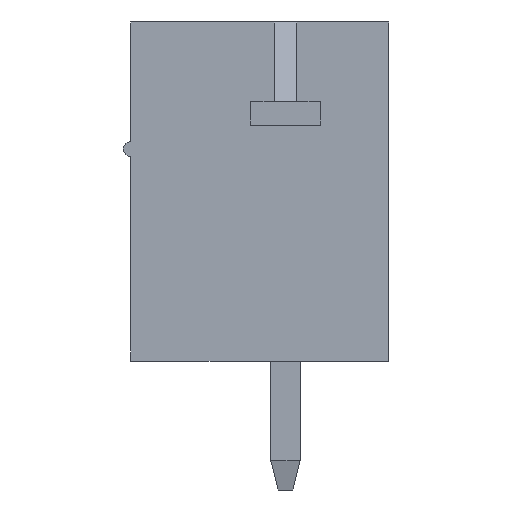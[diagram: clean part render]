
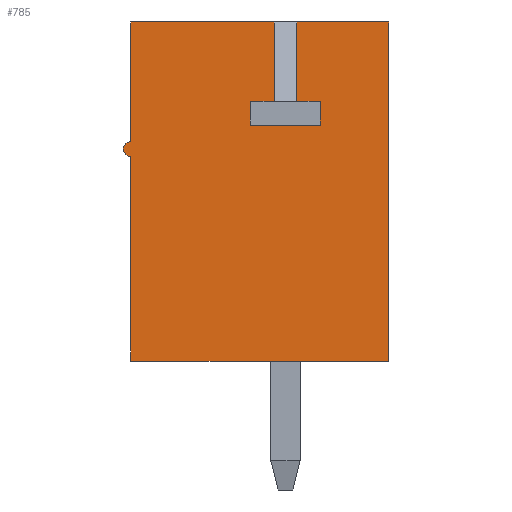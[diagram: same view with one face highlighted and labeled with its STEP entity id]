
A CAD part, left-side view. The second image highlights one B-rep face of the part: STEP entity #785.
In plain terms, the highlighted planar face has unit normal (-1, 0, 0).
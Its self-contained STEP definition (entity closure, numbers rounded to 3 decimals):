
#785 = ADVANCED_FACE( '', ( #1766 ), #1767, .F. );
#1766 = FACE_OUTER_BOUND( '', #2990, .T. );
#1767 = PLANE( '', #2991 );
#2990 = EDGE_LOOP( '', ( #5007, #5008, #5009, #5010, #5011, #5012, #5013, #5014, #5015, #5016, #5017, #5018, #5019, #5020 ) );
#2991 = AXIS2_PLACEMENT_3D( '', #5021, #5022, #5023 );
#5007 = ORIENTED_EDGE( '', *, *, #8110, .T. );
#5008 = ORIENTED_EDGE( '', *, *, #8266, .T. );
#5009 = ORIENTED_EDGE( '', *, *, #8267, .F. );
#5010 = ORIENTED_EDGE( '', *, *, #8268, .T. );
#5011 = ORIENTED_EDGE( '', *, *, #8269, .T. );
#5012 = ORIENTED_EDGE( '', *, *, #8270, .T. );
#5013 = ORIENTED_EDGE( '', *, *, #8271, .F. );
#5014 = ORIENTED_EDGE( '', *, *, #7945, .F. );
#5015 = ORIENTED_EDGE( '', *, *, #8272, .F. );
#5016 = ORIENTED_EDGE( '', *, *, #8273, .T. );
#5017 = ORIENTED_EDGE( '', *, *, #8274, .T. );
#5018 = ORIENTED_EDGE( '', *, *, #8275, .T. );
#5019 = ORIENTED_EDGE( '', *, *, #8276, .T. );
#5020 = ORIENTED_EDGE( '', *, *, #8277, .T. );
#5021 = CARTESIAN_POINT( '', ( -14.55, 0., 0. ) );
#5022 = DIRECTION( '', ( 1., 0., 0. ) );
#5023 = DIRECTION( '', ( 0., 0., -1. ) );
#7945 = EDGE_CURVE( '', #9743, #9745, #9746, .T. );
#8110 = EDGE_CURVE( '', #10019, #10020, #10021, .T. );
#8266 = EDGE_CURVE( '', #10020, #10263, #10264, .T. );
#8267 = EDGE_CURVE( '', #10265, #10263, #10266, .T. );
#8268 = EDGE_CURVE( '', #10265, #10267, #10268, .T. );
#8269 = EDGE_CURVE( '', #10267, #10269, #10270, .F. );
#8270 = EDGE_CURVE( '', #10269, #10271, #10272, .T. );
#8271 = EDGE_CURVE( '', #9745, #10271, #10273, .T. );
#8272 = EDGE_CURVE( '', #10274, #9743, #10275, .T. );
#8273 = EDGE_CURVE( '', #10274, #10276, #10277, .T. );
#8274 = EDGE_CURVE( '', #10276, #10278, #10279, .T. );
#8275 = EDGE_CURVE( '', #10278, #10280, #10281, .T. );
#8276 = EDGE_CURVE( '', #10280, #10282, #10283, .T. );
#8277 = EDGE_CURVE( '', #10282, #10019, #10284, .T. );
#9743 = VERTEX_POINT( '', #12279 );
#9745 = VERTEX_POINT( '', #12282 );
#9746 = LINE( '', #12283, #12284 );
#10019 = VERTEX_POINT( '', #12677 );
#10020 = VERTEX_POINT( '', #12678 );
#10021 = LINE( '', #12679, #12680 );
#10263 = VERTEX_POINT( '', #13037 );
#10264 = LINE( '', #13038, #13039 );
#10265 = VERTEX_POINT( '', #13040 );
#10266 = LINE( '', #13041, #13042 );
#10267 = VERTEX_POINT( '', #13043 );
#10268 = LINE( '', #13044, #13045 );
#10269 = VERTEX_POINT( '', #13046 );
#10270 = CIRCLE( '', #13047, 0.2 );
#10271 = VERTEX_POINT( '', #13048 );
#10272 = LINE( '', #13049, #13050 );
#10273 = LINE( '', #13051, #13052 );
#10274 = VERTEX_POINT( '', #13053 );
#10275 = LINE( '', #13054, #13055 );
#10276 = VERTEX_POINT( '', #13056 );
#10277 = LINE( '', #13057, #13058 );
#10278 = VERTEX_POINT( '', #13059 );
#10279 = LINE( '', #13060, #13061 );
#10280 = VERTEX_POINT( '', #13062 );
#10281 = LINE( '', #13063, #13064 );
#10282 = VERTEX_POINT( '', #13065 );
#10283 = LINE( '', #13066, #13067 );
#10284 = LINE( '', #13068, #13069 );
#12279 = CARTESIAN_POINT( '', ( -14.55, -3.6, 4.6 ) );
#12282 = CARTESIAN_POINT( '', ( -14.55, -3.6, -4.6 ) );
#12283 = CARTESIAN_POINT( '', ( -14.55, -3.6, 4.6 ) );
#12284 = VECTOR( '', #14867, 1000. );
#12677 = CARTESIAN_POINT( '', ( -14.55, 0.15, 2.45 ) );
#12678 = CARTESIAN_POINT( '', ( -14.55, -0.5, 2.45 ) );
#12679 = CARTESIAN_POINT( '', ( -14.55, 0.15, 2.45 ) );
#12680 = VECTOR( '', #15015, 1000. );
#13037 = CARTESIAN_POINT( '', ( -14.55, -0.5, 4.6 ) );
#13038 = CARTESIAN_POINT( '', ( -14.55, -0.5, 2.45 ) );
#13039 = VECTOR( '', #15152, 1000. );
#13040 = CARTESIAN_POINT( '', ( -14.55, 3.4, 4.6 ) );
#13041 = CARTESIAN_POINT( '', ( -14.55, 3.6, 4.6 ) );
#13042 = VECTOR( '', #15153, 1000. );
#13043 = CARTESIAN_POINT( '', ( -14.55, 3.4, 1.35 ) );
#13044 = CARTESIAN_POINT( '', ( -14.55, 3.4, 0. ) );
#13045 = VECTOR( '', #15154, 1000. );
#13046 = CARTESIAN_POINT( '', ( -14.55, 3.4, 0.95 ) );
#13047 = AXIS2_PLACEMENT_3D( '', #15155, #15156, #15157 );
#13048 = CARTESIAN_POINT( '', ( -14.55, 3.4, -4.6 ) );
#13049 = CARTESIAN_POINT( '', ( -14.55, 3.4, 0. ) );
#13050 = VECTOR( '', #15158, 1000. );
#13051 = CARTESIAN_POINT( '', ( -14.55, -3.6, -4.6 ) );
#13052 = VECTOR( '', #15159, 1000. );
#13053 = CARTESIAN_POINT( '', ( -14.55, -1.1, 4.6 ) );
#13054 = CARTESIAN_POINT( '', ( -14.55, 3.6, 4.6 ) );
#13055 = VECTOR( '', #15160, 1000. );
#13056 = CARTESIAN_POINT( '', ( -14.55, -1.1, 2.45 ) );
#13057 = CARTESIAN_POINT( '', ( -14.55, -1.1, 4.6 ) );
#13058 = VECTOR( '', #15161, 1000. );
#13059 = CARTESIAN_POINT( '', ( -14.55, -1.75, 2.45 ) );
#13060 = CARTESIAN_POINT( '', ( -14.55, -1.1, 2.45 ) );
#13061 = VECTOR( '', #15162, 1000. );
#13062 = CARTESIAN_POINT( '', ( -14.55, -1.75, 1.8 ) );
#13063 = CARTESIAN_POINT( '', ( -14.55, -1.75, 2.45 ) );
#13064 = VECTOR( '', #15163, 1000. );
#13065 = CARTESIAN_POINT( '', ( -14.55, 0.15, 1.8 ) );
#13066 = CARTESIAN_POINT( '', ( -14.55, -1.75, 1.8 ) );
#13067 = VECTOR( '', #15164, 1000. );
#13068 = CARTESIAN_POINT( '', ( -14.55, 0.15, 1.8 ) );
#13069 = VECTOR( '', #15165, 1000. );
#14867 = DIRECTION( '', ( 0., 0., -1. ) );
#15015 = DIRECTION( '', ( 0., -1., 0. ) );
#15152 = DIRECTION( '', ( 0., 0., 1. ) );
#15153 = DIRECTION( '', ( 0., -1., 0. ) );
#15154 = DIRECTION( '', ( 0., 0., -1. ) );
#15155 = CARTESIAN_POINT( '', ( -14.55, 3.4, 1.15 ) );
#15156 = DIRECTION( '', ( 1., 0., 0. ) );
#15157 = DIRECTION( '', ( 0., 0., -1. ) );
#15158 = DIRECTION( '', ( 0., 0., -1. ) );
#15159 = DIRECTION( '', ( 0., 1., 0. ) );
#15160 = DIRECTION( '', ( 0., -1., 0. ) );
#15161 = DIRECTION( '', ( 0., 0., -1. ) );
#15162 = DIRECTION( '', ( 0., -1., 0. ) );
#15163 = DIRECTION( '', ( 0., 0., -1. ) );
#15164 = DIRECTION( '', ( 0., 1., 0. ) );
#15165 = DIRECTION( '', ( 0., 0., 1. ) );
